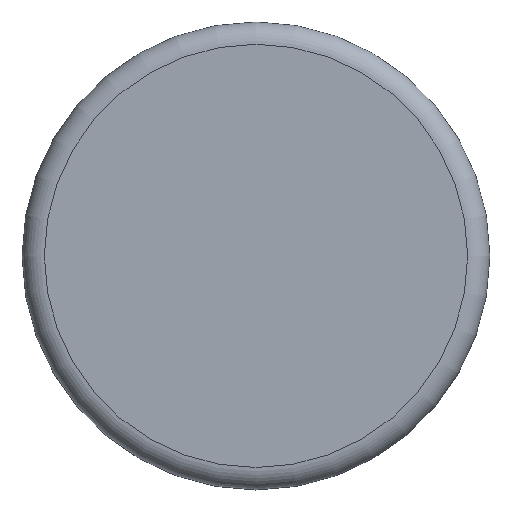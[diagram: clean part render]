
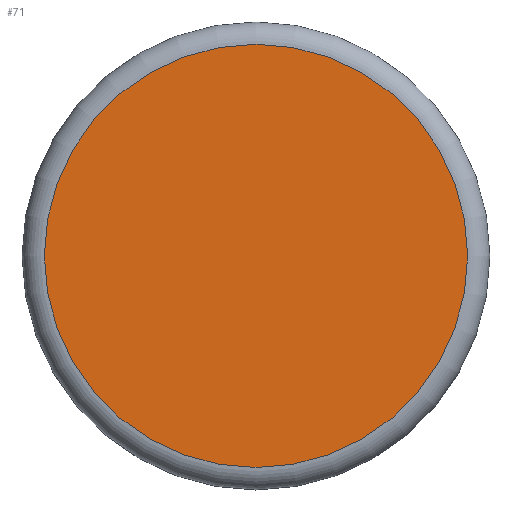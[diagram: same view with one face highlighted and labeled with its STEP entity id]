
A CAD part, top view. The second image highlights one B-rep face of the part: STEP entity #71.
In plain terms, the highlighted planar face has unit normal (0, 0, 1).
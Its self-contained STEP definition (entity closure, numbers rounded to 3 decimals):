
#71 = ADVANCED_FACE( '', ( #151 ), #152, .F. );
#151 = FACE_OUTER_BOUND( '', #224, .T. );
#152 = PLANE( '', #225 );
#224 = EDGE_LOOP( '', ( #321 ) );
#225 = AXIS2_PLACEMENT_3D( '', #322, #323, #324 );
#321 = ORIENTED_EDGE( '', *, *, #344, .T. );
#322 = CARTESIAN_POINT( '', ( 10.5, 0., 16.5 ) );
#323 = DIRECTION( '', ( 0., 0., -1. ) );
#324 = DIRECTION( '', ( -1., 0., 0. ) );
#344 = EDGE_CURVE( '', #385, #385, #386, .F. );
#385 = VERTEX_POINT( '', #434 );
#386 = CIRCLE( '', #435, 9.5 );
#434 = CARTESIAN_POINT( '', ( -9.5, 0., 16.5 ) );
#435 = AXIS2_PLACEMENT_3D( '', #486, #487, #488 );
#486 = CARTESIAN_POINT( '', ( 0., 0., 16.5 ) );
#487 = DIRECTION( '', ( 0., 0., -1. ) );
#488 = DIRECTION( '', ( -1., 0., 0. ) );
